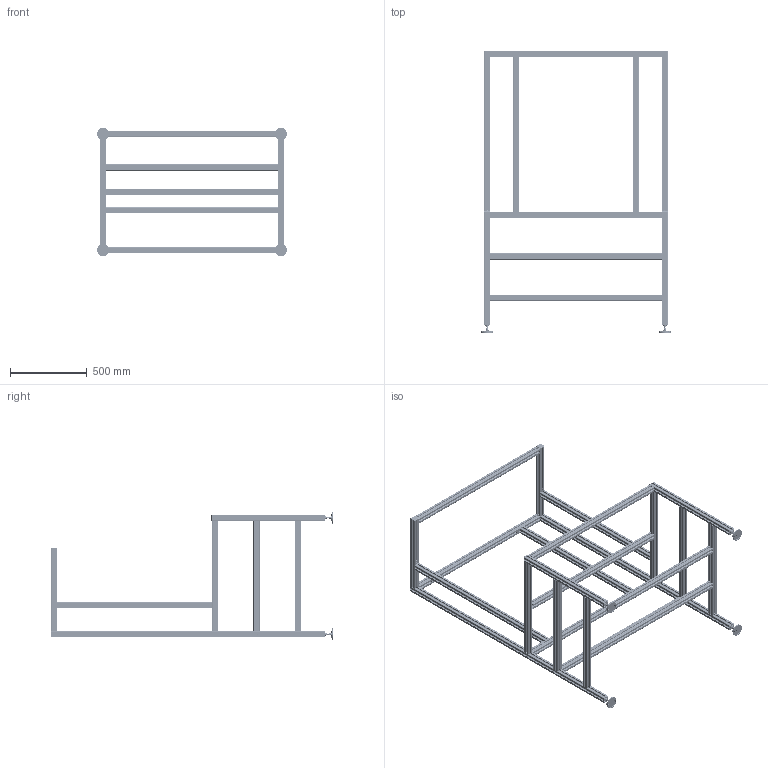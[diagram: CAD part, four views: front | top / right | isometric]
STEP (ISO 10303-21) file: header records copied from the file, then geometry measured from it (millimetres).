
FILE_DESCRIPTION (( 'STEP AP203' ), '1' );
FILE_NAME ('ñòîë.STEP', '2025-10-06T06:26:24', ( '' ), ( '' ), 'SwSTEP 2.0', 'SolidWorks 2021', '' );
FILE_SCHEMA (( 'CONFIG_CONTROL_DESIGN' ));
Length unit declared in the file: millimetre
Products named in the file (20): AL-PS-4040-A Àëþìèíèåâûé êîíñòðóêöèîííûé ïðîôèëü 40õ40 àíîäèðîâàííûé_-07 (ª®¯¨ï 02); AL-308.1111A.01 Ïëàñòèíà äëÿ êðåïëåíèÿ îïîðû 40õ40 Ì10-6,5; AL-912-M6õ20; AL-1Y12.A42A.01 Øïèëüêà ê îïîðå Ì8õ80_1; AL-340.010BA.01 Îïîðà D80 ñ ïðîòèâîñêîëüçÿùåé âñòàâêîé1; M8; AL-340.010BA.01 Îïîðà D80 ñ ïðîòèâîñêîëüçÿùåé âñòàâêîé_1; AL-PS-4040-A Àëþìèíèåâûé êîíñòðóêöèîííûé ïðîôèëü 40õ40 àíîäèðîâàííûé_-05; 2033; AL-PS-4040-A Àëþìèíèåâûé êîíñòðóêöèîííûé ïðîôèëü 40õ40 àíîäèðîâàííûé_-03; AL-PS-4040-A Àëþìèíèåâûé êîíñòðóêöèîííûé ïðîôèëü 40õ40 àíîäèðîâàííûé_-09; AL-375.0300A.01 Çàãëóøêà òîðöåâàÿ 40õ40; AL-325.0101A.01 Âíóòðåííèé óãëîâîé ñîåäèíèòåëü A ïàç 10; AL-1Y04.A61A.01 Âèíò ïàçîâûé ñ âíóòðåííèì øåñòèãðàííèêîì Ì12õ30_00; AL-PS-4040-A Àëþìèíèåâûé êîíñòðóêöèîííûé ïðîôèëü 40õ40 àíîäèðîâàííûé_-02; 嚦鎀; AL-PS-4040-A Àëþìèíèåâûé êîíñòðóêöèîííûé ïðîôèëü 40õ40 àíîäèðîâàííûé_-08; Hex Nut 5915_gost_ƒ ©ª  M8 ƒŽ‘’ 5915-70; AL-PS-4040-A Àëþìèíèåâûé êîíñòðóêöèîííûé ïðîôèëü 40õ40 àíîäèðîâàííûé_-01; AL-PS-4040-A Àëþìèíèåâûé êîíñòðóêöèîííûé ïðîôèëü 40õ40 àíîäèðîâàííûé_-04
Assembly tree (107 placements, depth 3):
  嚦鎀
    AL-PS-4040-A Àëþìèíèåâûé êîíñòðóêöèîííûé ïðîôèëü 40õ40 àíîäèðîâàííûé_-01  x2
    AL-PS-4040-A Àëþìèíèåâûé êîíñòðóêöèîííûé ïðîôèëü 40õ40 àíîäèðîâàííûé_-07 (ª®¯¨ï 02)  x2
    AL-PS-4040-A Àëþìèíèåâûé êîíñòðóêöèîííûé ïðîôèëü 40õ40 àíîäèðîâàííûé_-03  x2
    AL-PS-4040-A Àëþìèíèåâûé êîíñòðóêöèîííûé ïðîôèëü 40õ40 àíîäèðîâàííûé_-02  x2
    AL-PS-4040-A Àëþìèíèåâûé êîíñòðóêöèîííûé ïðîôèëü 40õ40 àíîäèðîâàííûé_-04  x2
    AL-PS-4040-A Àëþìèíèåâûé êîíñòðóêöèîííûé ïðîôèëü 40õ40 àíîäèðîâàííûé_-05  x8
    AL-1Y04.A61A.01 Âèíò ïàçîâûé ñ âíóòðåííèì øåñòèãðàííèêîì Ì12õ30_00  x31
    AL-308.1111A.01 Ïëàñòèíà äëÿ êðåïëåíèÿ îïîðû 40õ40 Ì10-6,5  x4
    AL-912-M6õ20  x16
    AL-340.010BA.01 Îïîðà D80 ñ ïðîòèâîñêîëüçÿùåé âñòàâêîé1  x4
      AL-340.010BA.01 Îïîðà D80 ñ ïðîòèâîñêîëüçÿùåé âñòàâêîé_1
      AL-1Y12.A42A.01 Øïèëüêà ê îïîðå Ì8õ80_1
      Hex Nut 5915_gost_ƒ ©ª  M8 ƒŽ‘’ 5915-70
    AL-375.0300A.01 Çàãëóøêà òîðöåâàÿ 40õ40  x6
    AL-PS-4040-A Àëþìèíèåâûé êîíñòðóêöèîííûé ïðîôèëü 40õ40 àíîäèðîâàííûé_-08  x4
    AL-325.0101A.01 Âíóòðåííèé óãëîâîé ñîåäèíèòåëü A ïàç 10  x16
      2033
      M8
    AL-PS-4040-A Àëþìèíèåâûé êîíñòðóêöèîííûé ïðîôèëü 40õ40 àíîäèðîâàííûé_-09  x2
Bounding box: 1239 x 1846 x 839 mm (x, y, z)
Volume: 13527636.6 mm3; surface area: 12331516.9 mm2
Topology: 141 solids, 141 shells, 7267 faces, 19730 edges, 12788 vertices
Faces by surface type: plane 4199, cylinder 2116, cone 606, bspline 298, torus 24, sphere 24
Entity records: 61685 total; most frequent: CARTESIAN_POINT 15158, ORIENTED_EDGE 9226, DIRECTION 8344, EDGE_CURVE 4613, VECTOR 3338, LINE 3338, VERTEX_POINT 3044, AXIS2_PLACEMENT_3D 2503
